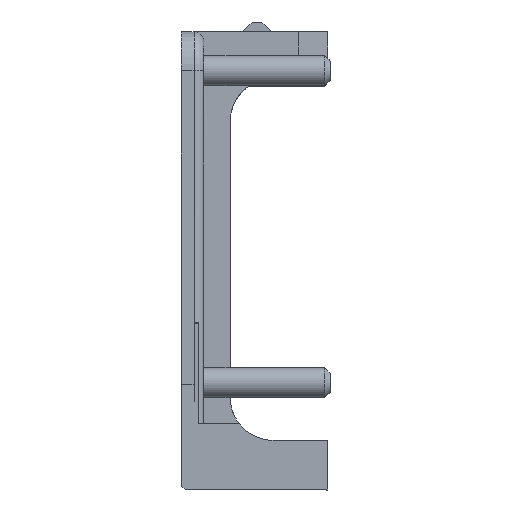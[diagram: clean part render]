
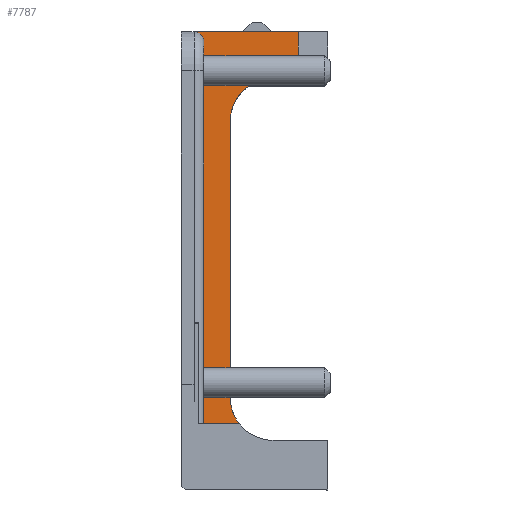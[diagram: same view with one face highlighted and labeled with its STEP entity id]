
A CAD part, front view. The second image highlights one B-rep face of the part: STEP entity #7787.
In plain terms, the highlighted face is planar.
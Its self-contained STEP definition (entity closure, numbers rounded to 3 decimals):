
#16=B_SPLINE_CURVE_WITH_KNOTS('',3,(#12838,#12839,#12840,#12841,#12842,
#12843),.UNSPECIFIED.,.F.,.F.,(4,2,4),(0.,0.118,0.122),
 .UNSPECIFIED.);
#17=B_SPLINE_CURVE_WITH_KNOTS('',3,(#12858,#12859,#12860,#12861,#12862,
#12863),.UNSPECIFIED.,.F.,.F.,(4,2,4),(0.578,0.582,
0.7),.UNSPECIFIED.);
#37=ELLIPSE('',#8483,1.414,1.);
#40=ELLIPSE('',#8561,1.414,1.);
#354=PLANE('',#8560);
#736=FACE_OUTER_BOUND('',#1216,.T.);
#1216=EDGE_LOOP('',(#6543,#6544,#6545,#6546,#6547,#6548,#6549,#6550,#6551,
#6552,#6553,#6554,#6555,#6556,#6557,#6558,#6559,#6560,#6561));
#1763=LINE('',#12400,#2518);
#1866=LINE('',#12801,#2621);
#1869=LINE('',#12813,#2624);
#1871=LINE('',#12824,#2626);
#1874=LINE('',#12831,#2629);
#1876=LINE('',#12847,#2631);
#1877=LINE('',#12848,#2632);
#1878=LINE('',#12850,#2633);
#1879=LINE('',#12854,#2634);
#1880=LINE('',#12856,#2635);
#1881=LINE('',#12857,#2636);
#1882=LINE('',#12864,#2637);
#2518=VECTOR('',#10066,10.);
#2621=VECTOR('',#10417,10.);
#2624=VECTOR('',#10428,10.);
#2626=VECTOR('',#10440,10.);
#2629=VECTOR('',#10447,10.);
#2631=VECTOR('',#10457,10.);
#2632=VECTOR('',#10458,10.);
#2633=VECTOR('',#10459,10.);
#2634=VECTOR('',#10462,10.);
#2635=VECTOR('',#10463,10.);
#2636=VECTOR('',#10464,10.);
#2637=VECTOR('',#10465,10.);
#3114=CIRCLE('',#8462,1.);
#3135=CIRCLE('',#8501,4.4);
#3161=CIRCLE('',#8562,4.4);
#3597=VERTEX_POINT('',#12386);
#3603=VERTEX_POINT('',#12398);
#3650=VERTEX_POINT('',#12522);
#3669=VERTEX_POINT('',#12576);
#3688=VERTEX_POINT('',#12672);
#3689=VERTEX_POINT('',#12674);
#3727=VERTEX_POINT('',#12798);
#3728=VERTEX_POINT('',#12800);
#3732=VERTEX_POINT('',#12810);
#3733=VERTEX_POINT('',#12812);
#3736=VERTEX_POINT('',#12821);
#3739=VERTEX_POINT('',#12828);
#3741=VERTEX_POINT('',#12837);
#3742=VERTEX_POINT('',#12844);
#3743=VERTEX_POINT('',#12846);
#3744=VERTEX_POINT('',#12849);
#3745=VERTEX_POINT('',#12851);
#3746=VERTEX_POINT('',#12853);
#3747=VERTEX_POINT('',#12855);
#4529=EDGE_CURVE('',#3597,#3603,#1763,.T.);
#4589=EDGE_CURVE('',#3650,#3597,#3114,.T.);
#4617=EDGE_CURVE('',#3603,#3669,#37,.T.);
#4644=EDGE_CURVE('',#3688,#3689,#3135,.T.);
#4703=EDGE_CURVE('',#3728,#3727,#1866,.T.);
#4709=EDGE_CURVE('',#3733,#3732,#1869,.T.);
#4715=EDGE_CURVE('',#3736,#3732,#1871,.T.);
#4719=EDGE_CURVE('',#3739,#3728,#1874,.T.);
#4722=EDGE_CURVE('',#3727,#3741,#16,.T.);
#4723=EDGE_CURVE('',#3741,#3742,#40,.T.);
#4724=EDGE_CURVE('',#3742,#3743,#1876,.T.);
#4725=EDGE_CURVE('',#3743,#3689,#1877,.T.);
#4726=EDGE_CURVE('',#3688,#3744,#1878,.T.);
#4727=EDGE_CURVE('',#3744,#3745,#3161,.T.);
#4728=EDGE_CURVE('',#3745,#3746,#1879,.T.);
#4729=EDGE_CURVE('',#3747,#3746,#1880,.T.);
#4730=EDGE_CURVE('',#3650,#3747,#1881,.T.);
#4731=EDGE_CURVE('',#3669,#3733,#17,.T.);
#4732=EDGE_CURVE('',#3739,#3736,#1882,.T.);
#6543=ORIENTED_EDGE('',*,*,#4722,.T.);
#6544=ORIENTED_EDGE('',*,*,#4723,.T.);
#6545=ORIENTED_EDGE('',*,*,#4724,.T.);
#6546=ORIENTED_EDGE('',*,*,#4725,.T.);
#6547=ORIENTED_EDGE('',*,*,#4644,.F.);
#6548=ORIENTED_EDGE('',*,*,#4726,.T.);
#6549=ORIENTED_EDGE('',*,*,#4727,.T.);
#6550=ORIENTED_EDGE('',*,*,#4728,.T.);
#6551=ORIENTED_EDGE('',*,*,#4729,.F.);
#6552=ORIENTED_EDGE('',*,*,#4730,.F.);
#6553=ORIENTED_EDGE('',*,*,#4589,.T.);
#6554=ORIENTED_EDGE('',*,*,#4529,.T.);
#6555=ORIENTED_EDGE('',*,*,#4617,.T.);
#6556=ORIENTED_EDGE('',*,*,#4731,.T.);
#6557=ORIENTED_EDGE('',*,*,#4709,.T.);
#6558=ORIENTED_EDGE('',*,*,#4715,.F.);
#6559=ORIENTED_EDGE('',*,*,#4732,.F.);
#6560=ORIENTED_EDGE('',*,*,#4719,.T.);
#6561=ORIENTED_EDGE('',*,*,#4703,.T.);
#7787=ADVANCED_FACE('',(#736),#354,.T.);
#8462=AXIS2_PLACEMENT_3D('',#12523,#10181,#10182);
#8483=AXIS2_PLACEMENT_3D('',#12578,#10238,#10239);
#8501=AXIS2_PLACEMENT_3D('',#12675,#10284,#10285);
#8560=AXIS2_PLACEMENT_3D('',#12836,#10453,#10454);
#8561=AXIS2_PLACEMENT_3D('',#12845,#10455,#10456);
#8562=AXIS2_PLACEMENT_3D('',#12852,#10460,#10461);
#10066=DIRECTION('',(0.,0.,1.));
#10181=DIRECTION('center_axis',(1.,0.,0.));
#10182=DIRECTION('ref_axis',(0.,0.707,-0.707));
#10238=DIRECTION('center_axis',(1.,0.,0.));
#10239=DIRECTION('ref_axis',(0.,0.,
1.));
#10284=DIRECTION('center_axis',(-1.,0.,0.));
#10285=DIRECTION('ref_axis',(0.,-1.,0.));
#10417=DIRECTION('',(0.,0.,-1.));
#10428=DIRECTION('',(0.,0.,-1.));
#10440=DIRECTION('',(0.,1.,0.));
#10447=DIRECTION('',(0.,1.,0.));
#10453=DIRECTION('center_axis',(-1.,0.,0.));
#10454=DIRECTION('ref_axis',(0.,0.,
-1.));
#10455=DIRECTION('center_axis',(1.,0.,0.));
#10456=DIRECTION('ref_axis',(0.,0.,
-1.));
#10457=DIRECTION('',(0.,0.,1.));
#10458=DIRECTION('',(0.,1.,0.));
#10459=DIRECTION('',(0.,0.,-1.));
#10460=DIRECTION('center_axis',(1.,0.,0.));
#10461=DIRECTION('ref_axis',(0.,0.,
-1.));
#10462=DIRECTION('',(0.,1.,0.));
#10463=DIRECTION('',(0.,0.,1.));
#10464=DIRECTION('',(0.,1.,0.));
#10465=DIRECTION('',(0.,0.,-1.));
#12386=CARTESIAN_POINT('',(-101.95,-27.7,-46.));
#12398=CARTESIAN_POINT('',(-101.95,-27.7,-35.414));
#12400=CARTESIAN_POINT('',(-101.95,-27.7,-17.));
#12522=CARTESIAN_POINT('',(-101.95,-28.7,-47.));
#12523=CARTESIAN_POINT('Origin',(-101.95,-28.7,-46.));
#12576=CARTESIAN_POINT('',(-101.95,-27.89,-34.586));
#12578=CARTESIAN_POINT('Origin',(-101.95,-28.7,-35.414));
#12672=CARTESIAN_POINT('',(-101.95,-25.,-9.491));
#12674=CARTESIAN_POINT('',(-101.95,-24.082,-6.8));
#12675=CARTESIAN_POINT('Origin',(-101.95,-20.6,-9.491));
#12798=CARTESIAN_POINT('',(-101.95,-28.7,-20.414));
#12800=CARTESIAN_POINT('',(-101.95,-28.7,-10.8));
#12801=CARTESIAN_POINT('',(-101.95,-28.7,-35.));
#12810=CARTESIAN_POINT('',(-101.95,-28.7,-43.));
#12812=CARTESIAN_POINT('',(-101.95,-28.7,-33.586));
#12813=CARTESIAN_POINT('',(-101.95,-28.7,-35.));
#12821=CARTESIAN_POINT('',(-101.95,-30.,-43.));
#12824=CARTESIAN_POINT('',(-101.95,-30.,-43.));
#12828=CARTESIAN_POINT('',(-101.95,-30.,-10.8));
#12831=CARTESIAN_POINT('',(-101.95,-30.,-10.8));
#12836=CARTESIAN_POINT('Origin',(-101.95,-25.9,-7.));
#12837=CARTESIAN_POINT('',(-101.95,-27.89,-19.414));
#12838=CARTESIAN_POINT('Ctrl Pts',(-101.95,-28.7,-20.414));
#12839=CARTESIAN_POINT('Ctrl Pts',(-101.95,-28.423,-20.137));
#12840=CARTESIAN_POINT('Ctrl Pts',(-101.95,-28.097,-19.799));
#12841=CARTESIAN_POINT('Ctrl Pts',(-101.95,-27.904,-19.441));
#12842=CARTESIAN_POINT('Ctrl Pts',(-101.95,-27.897,-19.428));
#12843=CARTESIAN_POINT('Ctrl Pts',(-101.95,-27.89,-19.414));
#12844=CARTESIAN_POINT('',(-101.95,-27.7,-18.586));
#12845=CARTESIAN_POINT('Origin',(-101.95,-28.7,-18.586));
#12846=CARTESIAN_POINT('',(-101.95,-27.7,-6.8));
#12847=CARTESIAN_POINT('',(-101.95,-27.7,-17.));
#12848=CARTESIAN_POINT('',(-101.95,-24.209,-6.8));
#12849=CARTESIAN_POINT('',(-101.95,-25.,-37.8));
#12850=CARTESIAN_POINT('',(-101.95,-25.,-22.4));
#12851=CARTESIAN_POINT('',(-101.95,-20.6,-42.2));
#12852=CARTESIAN_POINT('Origin',(-101.95,-20.6,-37.8));
#12853=CARTESIAN_POINT('',(-101.95,-18.,-42.2));
#12854=CARTESIAN_POINT('',(-101.95,-20.45,-42.2));
#12855=CARTESIAN_POINT('',(-101.95,-18.,-47.));
#12856=CARTESIAN_POINT('',(-101.95,-18.,-3.5));
#12857=CARTESIAN_POINT('',(-101.95,-25.1,-47.));
#12858=CARTESIAN_POINT('Ctrl Pts',(-101.95,-27.89,-34.586));
#12859=CARTESIAN_POINT('Ctrl Pts',(-101.95,-27.897,-34.572));
#12860=CARTESIAN_POINT('Ctrl Pts',(-101.95,-27.904,-34.559));
#12861=CARTESIAN_POINT('Ctrl Pts',(-101.95,-28.097,-34.201));
#12862=CARTESIAN_POINT('Ctrl Pts',(-101.95,-28.423,-33.863));
#12863=CARTESIAN_POINT('Ctrl Pts',(-101.95,-28.7,-33.586));
#12864=CARTESIAN_POINT('',(-101.95,-30.,-17.925));
